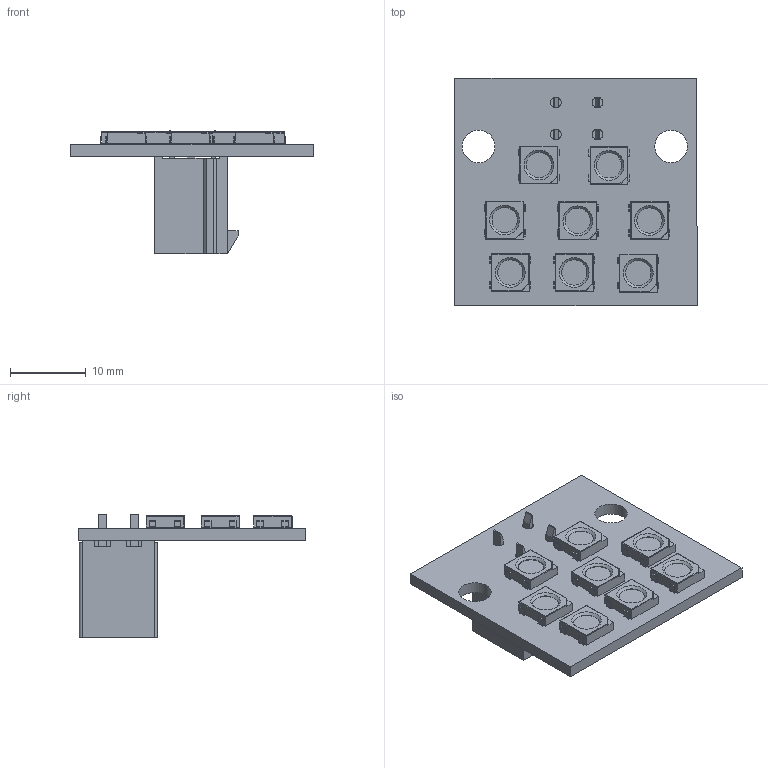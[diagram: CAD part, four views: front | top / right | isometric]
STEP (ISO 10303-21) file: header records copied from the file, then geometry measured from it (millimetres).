
FILE_DESCRIPTION(('KiCad electronic assembly'),'2;1');
FILE_NAME('JETT STATION SELECT PLACARD.step','2023-04-01T13:56:29',( 'Pcbnew'),('Kicad'),'Open CASCADE STEP processor 7.6', 'KiCad to STEP converter','Unknown');
FILE_SCHEMA(('AUTOMOTIVE_DESIGN { 1 0 10303 214 1 1 1 1 }'));
Length unit declared in the file: millimetre
Products named in the file (6): JETT STATION SELECT PLACARD 1; LED_WS2812B_PLCC4_5.0x5.0mm_P3.2mm; SOLID; Molex_Mini-Fit_Jr_5566-04A_2x02_P4.20mm_Vertical; JETT STATION SELECT PLACARD PCB
Assembly tree (12 placements, depth 3):
  JETT STATION SELECT PLACARD 1
    LED_WS2812B_PLCC4_5.0x5.0mm_P3.2mm  x8
      SOLID
    Molex_Mini-Fit_Jr_5566-04A_2x02_P4.20mm_Vertical
      SOLID
    JETT STATION SELECT PLACARD PCB
Bounding box: 31.95 x 30.02 x 16.3 mm (x, y, z)
Volume: 2491.1 mm3; surface area: 4230.2 mm2
Topology: 10 solids, 10 shells, 685 faces, 1981 edges, 1304 vertices
Faces by surface type: plane 494, cylinder 183, cone 8
Full cylindrical faces by diameter (mm): 1.4 x4, 3.333 x8, 4.305 x2
Entity records: 14965 total; most frequent: CARTESIAN_POINT 2672, DIRECTION 2192, LINE 1610, VECTOR 1610, ORIENTED_EDGE 1148, PCURVE 1148, DEFINITIONAL_REPRESENTATION 1148, EDGE_CURVE 574
